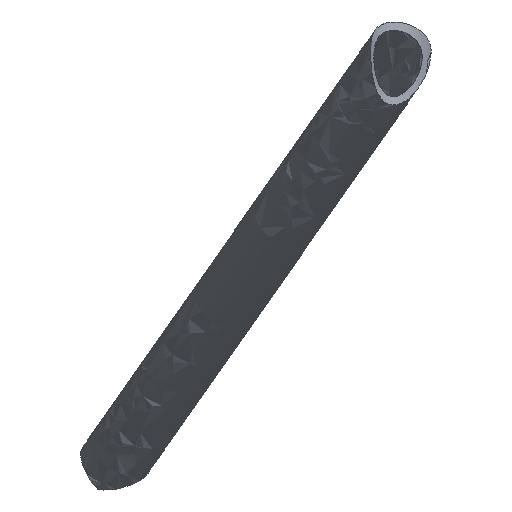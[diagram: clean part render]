
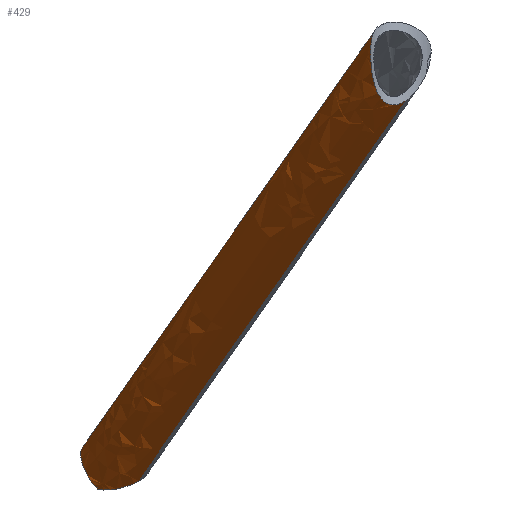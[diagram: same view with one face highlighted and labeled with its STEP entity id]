
A CAD part, top view. The second image highlights one B-rep face of the part: STEP entity #429.
In plain terms, the highlighted free-form (B-spline) face has degree [5, 4] with [6, 5] control points.
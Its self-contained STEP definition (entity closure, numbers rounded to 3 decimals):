
#85=CARTESIAN_POINT('Vertex',(-1775.888,-198.025,260.751)) ;
#89=CARTESIAN_POINT('Control Point',(-1775.888,-198.025,260.751)) ;
#90=CARTESIAN_POINT('Control Point',(-1776.317,-198.179,261.158)) ;
#91=CARTESIAN_POINT('Control Point',(-1776.713,-198.378,261.595)) ;
#92=CARTESIAN_POINT('Control Point',(-1777.069,-198.624,262.052)) ;
#93=CARTESIAN_POINT('Control Point',(-1777.782,-199.299,263.12)) ;
#94=CARTESIAN_POINT('Control Point',(-1778.262,-200.248,264.153)) ;
#95=CARTESIAN_POINT('Control Point',(-1778.454,-200.876,264.693)) ;
#96=CARTESIAN_POINT('Control Point',(-1778.639,-201.975,265.318)) ;
#97=CARTESIAN_POINT('Control Point',(-1778.713,-203.2,265.62)) ;
#98=CARTESIAN_POINT('Control Point',(-1778.728,-203.613,265.683)) ;
#99=CARTESIAN_POINT('Control Point',(-1778.743,-204.506,265.745)) ;
#100=CARTESIAN_POINT('Control Point',(-1778.726,-205.399,265.673)) ;
#101=CARTESIAN_POINT('Control Point',(-1778.709,-205.873,265.602)) ;
#102=CARTESIAN_POINT('Control Point',(-1778.652,-206.97,265.377)) ;
#103=CARTESIAN_POINT('Control Point',(-1778.554,-208.033,265.034)) ;
#104=CARTESIAN_POINT('Control Point',(-1778.482,-208.631,264.808)) ;
#105=CARTESIAN_POINT('Control Point',(-1778.268,-210.049,264.204)) ;
#106=CARTESIAN_POINT('Control Point',(-1777.941,-211.388,263.482)) ;
#107=CARTESIAN_POINT('Control Point',(-1777.702,-212.141,263.028)) ;
#108=CARTESIAN_POINT('Control Point',(-1777.22,-213.302,262.244)) ;
#109=CARTESIAN_POINT('Control Point',(-1776.534,-214.298,261.404)) ;
#110=CARTESIAN_POINT('Control Point',(-1776.237,-214.649,261.075)) ;
#111=CARTESIAN_POINT('Control Point',(-1775.656,-215.181,260.505)) ;
#112=CARTESIAN_POINT('Control Point',(-1774.954,-215.538,259.952)) ;
#113=CARTESIAN_POINT('Control Point',(-1774.638,-215.651,259.727)) ;
#114=CARTESIAN_POINT('Control Point',(-1773.773,-215.831,259.174)) ;
#115=CARTESIAN_POINT('Control Point',(-1772.84,-215.71,258.734)) ;
#116=CARTESIAN_POINT('Control Point',(-1772.271,-215.52,258.524)) ;
#117=CARTESIAN_POINT('Control Point',(-1771.73,-215.254,258.366)) ;
#118=CARTESIAN_POINT('Control Point',(-1771.219,-214.931,258.249)) ;
#119=CARTESIAN_POINT('Vertex',(-1771.219,-214.931,258.249)) ;
#296=CARTESIAN_POINT('Vertex',(-1829.328,-297.593,149.791)) ;
#300=CARTESIAN_POINT('Control Point',(-1838.391,-299.34,148.921)) ;
#301=CARTESIAN_POINT('Control Point',(-1836.575,-299.762,149.548)) ;
#302=CARTESIAN_POINT('Control Point',(-1834.609,-299.611,150.042)) ;
#303=CARTESIAN_POINT('Control Point',(-1832.751,-299.194,150.355)) ;
#304=CARTESIAN_POINT('Control Point',(-1830.853,-298.483,150.333)) ;
#305=CARTESIAN_POINT('Control Point',(-1829.328,-297.593,149.791)) ;
#306=CARTESIAN_POINT('Vertex',(-1838.391,-299.34,148.921)) ;
#357=CARTESIAN_POINT('Control Point',(-1844.182,-295.175,133.282)) ;
#358=CARTESIAN_POINT('Control Point',(-1849.67,-297.374,137.897)) ;
#359=CARTESIAN_POINT('Control Point',(-1848.231,-304.298,142.403)) ;
#360=CARTESIAN_POINT('Control Point',(-1841.305,-309.023,142.294)) ;
#361=CARTESIAN_POINT('Control Point',(-1835.818,-306.825,137.678)) ;
#362=CARTESIAN_POINT('Control Point',(-1829.982,-274.975,159.786)) ;
#363=CARTESIAN_POINT('Control Point',(-1835.47,-277.174,164.401)) ;
#364=CARTESIAN_POINT('Control Point',(-1834.031,-284.098,168.907)) ;
#365=CARTESIAN_POINT('Control Point',(-1827.105,-288.823,168.798)) ;
#366=CARTESIAN_POINT('Control Point',(-1821.618,-286.625,164.182)) ;
#367=CARTESIAN_POINT('Control Point',(-1815.782,-254.775,186.29)) ;
#368=CARTESIAN_POINT('Control Point',(-1821.27,-256.974,190.905)) ;
#369=CARTESIAN_POINT('Control Point',(-1819.831,-263.898,195.411)) ;
#370=CARTESIAN_POINT('Control Point',(-1812.905,-268.623,195.302)) ;
#371=CARTESIAN_POINT('Control Point',(-1807.418,-266.425,190.686)) ;
#372=CARTESIAN_POINT('Control Point',(-1801.582,-234.575,212.794)) ;
#373=CARTESIAN_POINT('Control Point',(-1807.07,-236.774,217.409)) ;
#374=CARTESIAN_POINT('Control Point',(-1805.631,-243.698,221.915)) ;
#375=CARTESIAN_POINT('Control Point',(-1798.705,-248.423,221.806)) ;
#376=CARTESIAN_POINT('Control Point',(-1793.218,-246.225,217.19)) ;
#377=CARTESIAN_POINT('Control Point',(-1787.382,-214.375,239.298)) ;
#378=CARTESIAN_POINT('Control Point',(-1792.87,-216.574,243.913)) ;
#379=CARTESIAN_POINT('Control Point',(-1791.431,-223.498,248.419)) ;
#380=CARTESIAN_POINT('Control Point',(-1784.505,-228.223,248.31)) ;
#381=CARTESIAN_POINT('Control Point',(-1779.018,-226.025,243.694)) ;
#382=CARTESIAN_POINT('Control Point',(-1773.182,-194.175,265.802)) ;
#383=CARTESIAN_POINT('Control Point',(-1778.67,-196.374,270.417)) ;
#384=CARTESIAN_POINT('Control Point',(-1777.231,-203.298,274.923)) ;
#385=CARTESIAN_POINT('Control Point',(-1770.305,-208.023,274.814)) ;
#386=CARTESIAN_POINT('Control Point',(-1764.818,-205.825,270.198)) ;
#388=CARTESIAN_POINT('Control Point',(-1838.391,-299.34,148.921)) ;
#389=CARTESIAN_POINT('Control Point',(-1839.033,-298.646,149.2)) ;
#390=CARTESIAN_POINT('Control Point',(-1839.624,-297.861,149.381)) ;
#391=CARTESIAN_POINT('Control Point',(-1840.165,-297.012,149.437)) ;
#392=CARTESIAN_POINT('Control Point',(-1840.92,-295.608,149.267)) ;
#393=CARTESIAN_POINT('Control Point',(-1841.458,-294.239,148.679)) ;
#394=CARTESIAN_POINT('Control Point',(-1841.622,-293.748,148.404)) ;
#395=CARTESIAN_POINT('Control Point',(-1841.985,-292.424,147.476)) ;
#396=CARTESIAN_POINT('Control Point',(-1842.043,-291.348,146.205)) ;
#397=CARTESIAN_POINT('Control Point',(-1841.95,-290.789,145.298)) ;
#398=CARTESIAN_POINT('Control Point',(-1841.621,-290.092,143.825)) ;
#399=CARTESIAN_POINT('Control Point',(-1841.002,-289.651,142.393)) ;
#400=CARTESIAN_POINT('Control Point',(-1840.735,-289.521,141.881)) ;
#401=CARTESIAN_POINT('Control Point',(-1840.428,-289.418,141.392)) ;
#402=CARTESIAN_POINT('Control Point',(-1840.081,-289.342,140.936)) ;
#403=CARTESIAN_POINT('Vertex',(-1840.081,-289.342,140.936)) ;
#407=CARTESIAN_POINT('Control Point',(-1829.328,-297.593,149.791)) ;
#408=CARTESIAN_POINT('Control Point',(-1817.706,-281.06,171.483)) ;
#409=CARTESIAN_POINT('Control Point',(-1806.085,-264.528,193.174)) ;
#410=CARTESIAN_POINT('Control Point',(-1794.463,-247.996,214.866)) ;
#411=CARTESIAN_POINT('Control Point',(-1782.841,-231.464,236.558)) ;
#412=CARTESIAN_POINT('Control Point',(-1771.219,-214.931,258.249)) ;
#415=CARTESIAN_POINT('Control Point',(-1840.081,-289.342,140.936)) ;
#416=CARTESIAN_POINT('Control Point',(-1827.243,-271.078,164.899)) ;
#417=CARTESIAN_POINT('Control Point',(-1814.404,-252.815,188.862)) ;
#418=CARTESIAN_POINT('Control Point',(-1801.566,-234.552,212.825)) ;
#419=CARTESIAN_POINT('Control Point',(-1788.727,-216.288,236.788)) ;
#420=CARTESIAN_POINT('Control Point',(-1775.888,-198.025,260.751)) ;
#423=ORIENTED_EDGE('',*,*,#405,.F.) ;
#424=ORIENTED_EDGE('',*,*,#308,.T.) ;
#425=ORIENTED_EDGE('',*,*,#413,.T.) ;
#426=ORIENTED_EDGE('',*,*,#121,.F.) ;
#427=ORIENTED_EDGE('',*,*,#421,.F.) ;
#429=ADVANCED_FACE('Corps principal',(#428),#356,.F.) ;
#88=B_SPLINE_CURVE_WITH_KNOTS('',5,(#89,#90,#91,#92,#93,#94,#95,#96,#97,#98,#99,#100,#101,#102,#103,#104,#105,#106,#107,#108,#109,#110,#111,#112,#113,#114,#115,#116,#117,#118),.UNSPECIFIED.,.F.,.U.,(6,3,3,3,3,3,3,3,3,6),(0.,4.567,10.442,13.338,16.662,21.152,27.523,31.459,34.314,38.858),.UNSPECIFIED.) ;
#299=B_SPLINE_CURVE_WITH_KNOTS('',5,(#300,#301,#302,#303,#304,#305),.UNSPECIFIED.,.F.,.U.,(6,6),(22.127,35.83),.UNSPECIFIED.) ;
#387=B_SPLINE_CURVE_WITH_KNOTS('',5,(#388,#389,#390,#391,#392,#393,#394,#395,#396,#397,#398,#399,#400,#401,#402),.UNSPECIFIED.,.F.,.U.,(6,3,3,3,6),(11.863,18.711,22.724,30.119,34.417),.UNSPECIFIED.) ;
#121=EDGE_CURVE('',#86,#120,#88,.T.) ;
#308=EDGE_CURVE('',#307,#297,#299,.T.) ;
#405=EDGE_CURVE('',#307,#404,#387,.T.) ;
#413=EDGE_CURVE('',#297,#120,#406,.T.) ;
#421=EDGE_CURVE('',#404,#86,#414,.T.) ;
#422=EDGE_LOOP('',(#423,#424,#425,#426,#427)) ;
#428=FACE_OUTER_BOUND('',#422,.T.) ;
#86=VERTEX_POINT('',#85) ;
#120=VERTEX_POINT('',#119) ;
#297=VERTEX_POINT('',#296) ;
#307=VERTEX_POINT('',#306) ;
#404=VERTEX_POINT('',#403) ;
#406=(BOUNDED_CURVE()B_SPLINE_CURVE(5,(#407,#408,#409,#410,#411,#412),.UNSPECIFIED.,.F.,.U.)B_SPLINE_CURVE_WITH_KNOTS((6,6),(16.555,164.787),.UNSPECIFIED.)CURVE()GEOMETRIC_REPRESENTATION_ITEM()RATIONAL_B_SPLINE_CURVE((1.,1.,1.,1.,1.,1.))REPRESENTATION_ITEM('')) ;
#414=(BOUNDED_CURVE()B_SPLINE_CURVE(5,(#415,#416,#417,#418,#419,#420),.UNSPECIFIED.,.F.,.U.)B_SPLINE_CURVE_WITH_KNOTS((6,6),(10.461,174.215),.UNSPECIFIED.)CURVE()GEOMETRIC_REPRESENTATION_ITEM()RATIONAL_B_SPLINE_CURVE((1.,1.,1.,1.,1.,1.))REPRESENTATION_ITEM('')) ;
#356=(BOUNDED_SURFACE()B_SPLINE_SURFACE(5,4,((#357,#358,#359,#360,#361),(#362,#363,#364,#365,#366),(#367,#368,#369,#370,#371),(#372,#373,#374,#375,#376),(#377,#378,#379,#380,#381),(#382,#383,#384,#385,#386)),.UNSPECIFIED.,.F.,.F.,.U.)B_SPLINE_SURFACE_WITH_KNOTS((6,6),(5,5),(0.,181.118),(23.562,47.124),.UNSPECIFIED.)GEOMETRIC_REPRESENTATION_ITEM()RATIONAL_B_SPLINE_SURFACE(((1.,0.707,0.667,0.707,1.),(1.,0.707,0.667,0.707,1.),(1.,0.707,0.667,0.707,1.),(1.,0.707,0.667,0.707,1.),(1.,0.707,0.667,0.707,1.),(1.,0.707,0.667,0.707,1.)))REPRESENTATION_ITEM('Rational BSpline Surface')SURFACE()) ;
